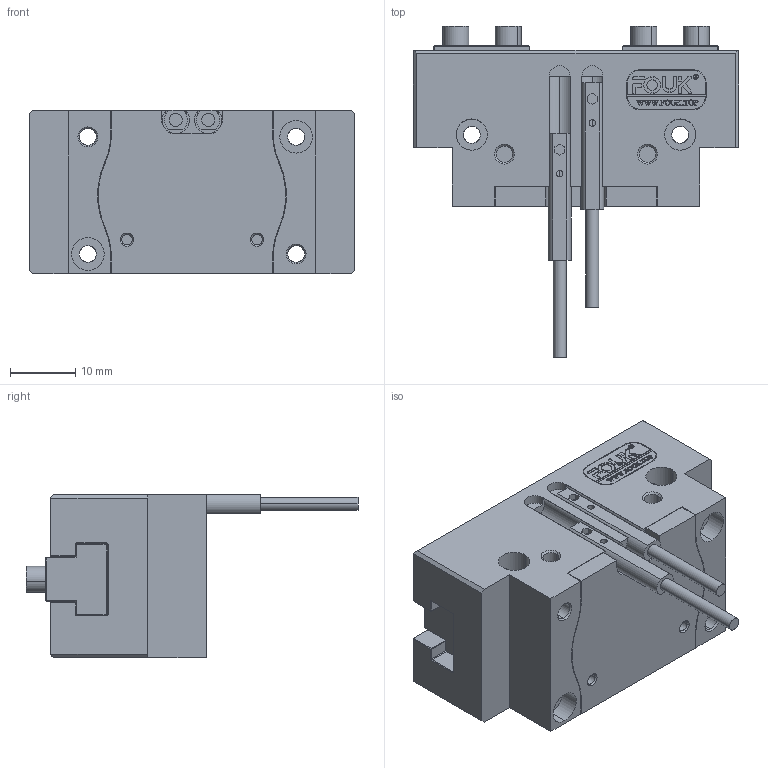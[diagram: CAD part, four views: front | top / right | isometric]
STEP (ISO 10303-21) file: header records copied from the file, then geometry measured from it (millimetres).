
FILE_DESCRIPTION (( 'STEP AP203' ), '1' );
FILE_NAME ('TR15-50.STEP', '2025-09-02T07:20:51', ( 'USER-' ), ( 'Microsoft' ), 'SwSTEP 2.0', 'SolidWorks 2018', '' );
FILE_SCHEMA (( 'CONFIG_CONTROL_DESIGN' ));
Length unit declared in the file: millimetre
Products named in the file (9): TR15-50; 棠羲換覜ん; TR15-50-01 褲极; TR15-50-02 笢裔啣; TR15-50-07 菁裔啣躇猾菜; ﾏ擎ﾗ4｡ﾁ3｡ﾁ5; TR15-50-06 菁裔啣; TR15-50-03 賑輸; 12x6-R2
Assembly tree (13 placements, depth 2):
  TR15-50
    TR15-50-01 褲极
    TR15-50-02 笢裔啣
    TR15-50-03 賑輸  x2
    TR15-50-06 菁裔啣
    TR15-50-07 菁裔啣躇猾菜
    12x6-R2
    ﾏ擎ﾗ4｡ﾁ3｡ﾁ5  x4
    棠羲換覜ん  x2
Bounding box: 50 x 51.01 x 25.05 mm (x, y, z)
Volume: 24862.5 mm3; surface area: 15094.5 mm2
Topology: 13 solids, 13 shells, 913 faces, 2428 edges, 1584 vertices
Faces by surface type: plane 476, cylinder 240, bspline 155, cone 42
Entity records: 32303 total; most frequent: CARTESIAN_POINT 11236, ORIENTED_EDGE 4432, DIRECTION 3670, EDGE_CURVE 2216, VERTEX_POINT 1452, VECTOR 1426, LINE 1426, AXIS2_PLACEMENT_3D 1122
